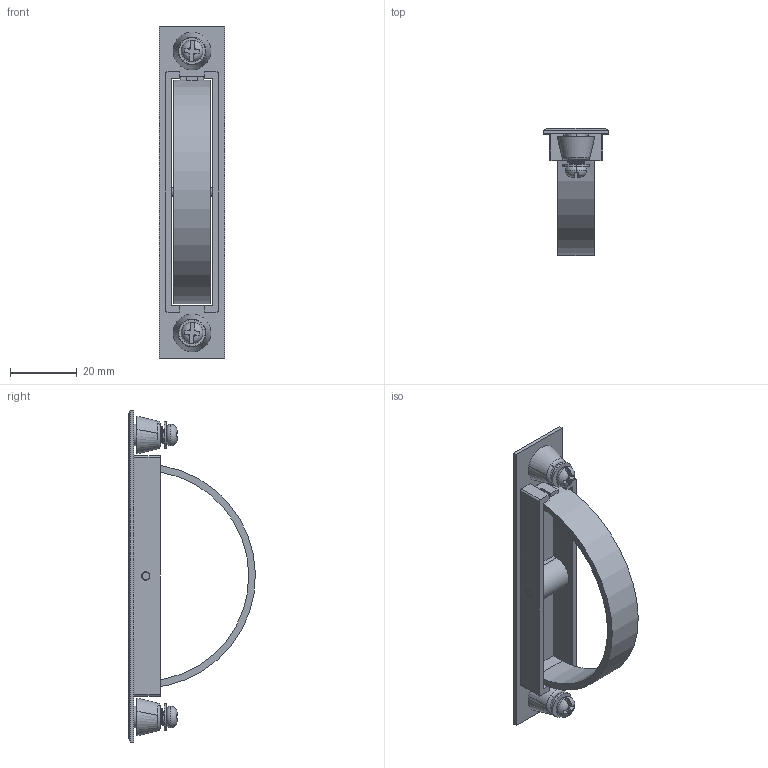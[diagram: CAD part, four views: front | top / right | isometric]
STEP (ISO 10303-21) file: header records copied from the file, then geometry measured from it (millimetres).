
FILE_DESCRIPTION (( 'STEP AP214' ), '1' );
FILE_NAME ('SK4-008-A.STEP', '2023-12-06T03:20:51', ( '微软用户' ), ( '微软中国' ), 'SwSTEP 2.0', 'SolidWorks 2020', '' );
FILE_SCHEMA (( 'AUTOMOTIVE_DESIGN' ));
Length unit declared in the file: millimetre
Products named in the file (8): 4-008-A-2; 4-008-A-5; SK4-008-A; 4-008-A-3; 4-008-A-6; 4-008-A-1; 4-008-A-4; 4-008-A-7
Assembly tree (11 placements, depth 2):
  SK4-008-A
    4-008-A-1
    4-008-A-2
    4-008-A-3  x2
    4-008-A-4  x2
    4-008-A-5
    4-008-A-6  x2
    4-008-A-7  x2
Bounding box: 19.5 x 37.99 x 99.5 mm (x, y, z)
Volume: 9043.7 mm3; surface area: 12348.3 mm2
Topology: 11 solids, 11 shells, 508 faces, 1420 edges, 940 vertices
Faces by surface type: plane 327, cylinder 117, bspline 38, torus 16, cone 10
Entity records: 21647 total; most frequent: CARTESIAN_POINT 10517, ORIENTED_EDGE 2410, DIRECTION 2111, EDGE_CURVE 1205, VERTEX_POINT 799, LINE 763, VECTOR 763, AXIS2_PLACEMENT_3D 674
